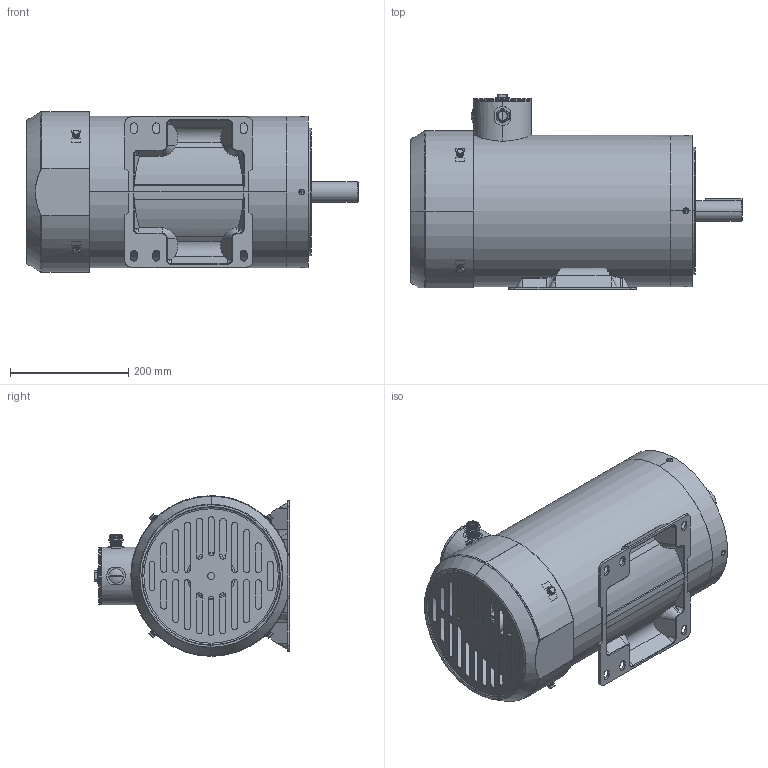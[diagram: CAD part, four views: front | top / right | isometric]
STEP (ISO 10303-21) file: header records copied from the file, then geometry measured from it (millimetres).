
FILE_DESCRIPTION (( 'STEP AP214' ), '1' );
FILE_NAME ('（215TC-10HP-4）（215TC-5HP-6）.STEP', '2017-11-13T02:06:28', ( 'user' ), ( '' ), 'SwSTEP 2.0', 'SolidWorks 2013', '' );
FILE_SCHEMA (( 'AUTOMOTIVE_DESIGN' ));
Length unit declared in the file: millimetre
Products named in the file (21): 210TC ※C§楊擘 8WT.013.201; 215TC 儂褲芠极 8WT.001.204; 210TC  筒形不锈钢接线盒 ; 出线孔塞; （215TC-10HP-4）（215TC-5HP-6）; 沓蹋滲蹟簽M20; 沓蹋滲M22謂12; 180~210TC  芠倛祥谽詩碟裔 ; 210TC  芠倛祥谽詩碟釱  ; U倛蚐猾40X65X10; 8 x62 源瑩 8WT.970.201; M10 不锈钢螺塞; M6鞠褒.SLDASM0; hex head bolts-full thread grade c gb_GB_FASTENER_BOLT_HHBFTC M6X35-N; plain washers--product grade c gb_GB_FASTENER_WASHER_SMWC 6; spring lock washers--normal type gb_GB_FASTENER_WASHER_SW 6; 210TC 瑞欶 8WT.306.201; 210TC 綴傷裔 8WT.013.206; 210TC 儂褐 8WT.002.201; 215TC 翋粣. 546.335.5WT.674.205~206; deep groove ball bearings gb_Rolling bearings 6308 GB 276-94
Assembly tree (32 placements, depth 3):
  （215TC-10HP-4）（215TC-5HP-6）
    215TC 儂褲芠极 8WT.001.204
    210TC ※C§楊擘 8WT.013.201
    deep groove ball bearings gb_Rolling bearings 6308 GB 276-94
    215TC 翋粣. 546.335.5WT.674.205~206
    210TC 儂褐 8WT.002.201
    210TC 綴傷裔 8WT.013.206
    210TC 瑞欶 8WT.306.201
    spring lock washers--normal type gb_GB_FASTENER_WASHER_SW 6  x4
    plain washers--product grade c gb_GB_FASTENER_WASHER_SMWC 6  x4
    M6鞠褒.SLDASM0  x4
      hex head bolts-full thread grade c gb_GB_FASTENER_BOLT_HHBFTC M6X35-N
    M10 不锈钢螺塞  x4
    8 x62 源瑩 8WT.970.201
    U倛蚐猾40X65X10
    210TC  筒形不锈钢接线盒 
      210TC  芠倛祥谽詩碟釱  
      180~210TC  芠倛祥谽詩碟裔 
      沓蹋滲M22謂12
      沓蹋滲蹟簽M20
      出线孔塞
Bounding box: 561.98 x 331.29 x 272 mm (x, y, z)
Volume: 3447579.5 mm3; surface area: 1513609.6 mm2
Topology: 30 solids, 31 shells, 1365 faces, 3721 edges, 2363 vertices
Faces by surface type: cylinder 533, plane 437, cone 174, torus 154, bspline 35, sphere 32
Entity records: 52863 total; most frequent: CARTESIAN_POINT 21350, ORIENTED_EDGE 6386, DIRECTION 6125, EDGE_CURVE 3193, AXIS2_PLACEMENT_3D 2411, VERTEX_POINT 2066, EDGE_LOOP 1365, LINE 1303
